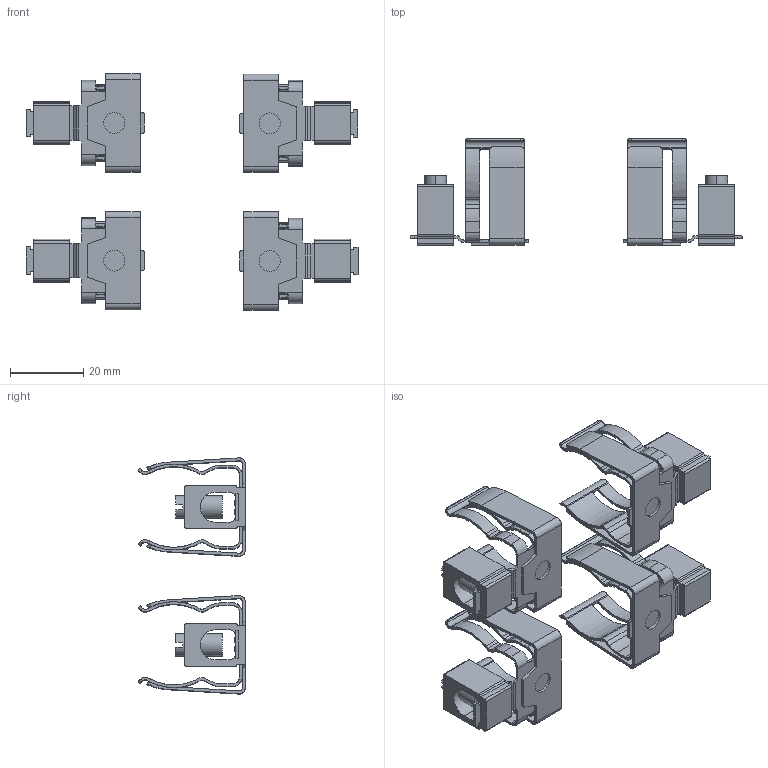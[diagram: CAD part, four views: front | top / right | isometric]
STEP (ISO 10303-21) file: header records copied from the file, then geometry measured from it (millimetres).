
FILE_DESCRIPTION (( 'STEP AP214' ), '1' );
FILE_NAME ('JM60060-2CR.step', '2016-05-31T18:47:43', ( '' ), ( '' ), 'SwSTEP 2.0', 'SolidWorks 2016', '' );
FILE_SCHEMA (( 'AUTOMOTIVE_DESIGN' ));
Length unit declared in the file: inch
Products named in the file (2): JM60060-1CR; JM60060-2CR
Assembly tree (2 placements, depth 2):
  JM60060-2CR
    JM60060-1CR  x2
Bounding box: 90.86 x 29.42 x 64.67 mm (x, y, z)
Volume: 11620 mm3; surface area: 23612.8 mm2
Topology: 16 solids, 16 shells, 768 faces, 2208 edges, 1472 vertices
Faces by surface type: plane 420, cylinder 348
Entity records: 141974 total; most frequent: CARTESIAN_POINT 44625, ORIENTED_EDGE 14024, DIRECTION 10373, EDGE_CURVE 7012, VERTEX_POINT 4157, AXIS2_PLACEMENT_3D 3690, VECTOR 2993, LINE 2993
